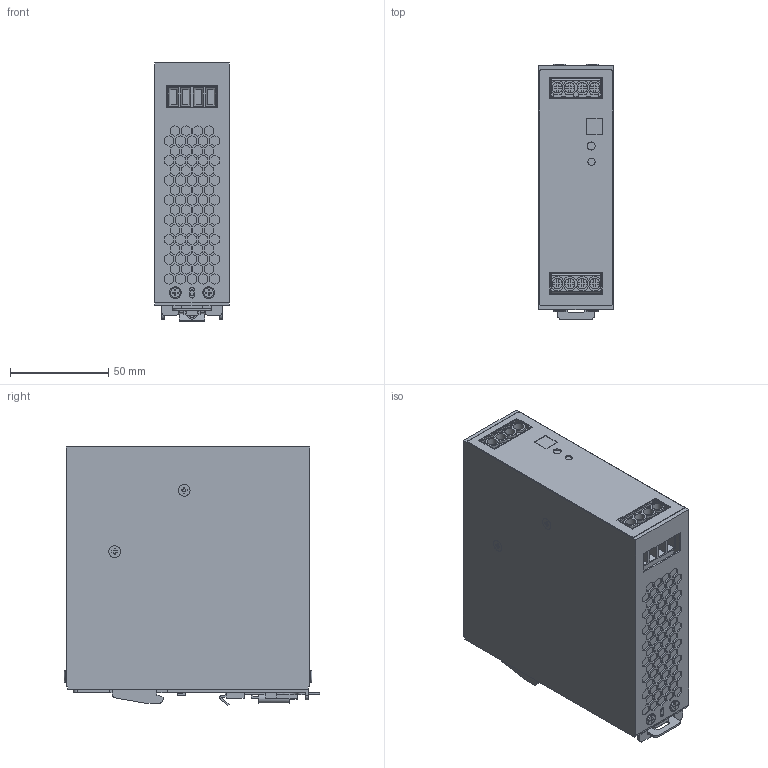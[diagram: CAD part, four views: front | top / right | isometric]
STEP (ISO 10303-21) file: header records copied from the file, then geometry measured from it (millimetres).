
FILE_DESCRIPTION(/* description */ ('STEP AP242','CAx-IF Rec.Pracs.---Representation and Presentation of Product Manufacturing Information (PMI)---4.0---2014-10-13','CAx-IF Rec.Pracs.---3D Tessellated Geometry---0.4---2014-09-14','2;1'),/* implementation_level */ '2;1');
FILE_NAME(/* name */ 'eaton-PSG120F24SMB-3d-model',/* time_stamp */ '2024-06-04T10:36:36+02:00',/* author */ ('License CC BY-ND 4.0'),/* organization */ ('CADENAS'),/* preprocessor_version */ 'ST-DEVELOPER v19.3',/* originating_system */ 'PARTsolutions',/* authorisation */ ' ');
FILE_SCHEMA (('AP242_MANAGED_MODEL_BASED_3D_ENGINEERING_MIM_LF { 1 0 10303 442 1 1 4 }'));
Length unit declared in the file: millimetre
Products named in the file (1): EP-401398
Bounding box: 38.2 x 130 x 131.9 mm (x, y, z)
Volume: 574658.9 mm3; surface area: 67032.4 mm2
Topology: 1 solids, 1 shells, 1792 faces, 4701 edges, 3114 vertices
Faces by surface type: plane 1674, cylinder 106, cone 8, torus 4
Full cylindrical faces by diameter (mm): 3 x5, 3.7 x1, 4.1 x1, 4.5 x4, 4.6 x1, 5.2 x8, 6 x12
Entity records: 53911 total; most frequent: CARTESIAN_POINT 9552, ORIENTED_EDGE 9302, DIRECTION 8479, EDGE_CURVE 4651, LINE 4409, VECTOR 4409, VERTEX_POINT 3108, EDGE_LOOP 2057
